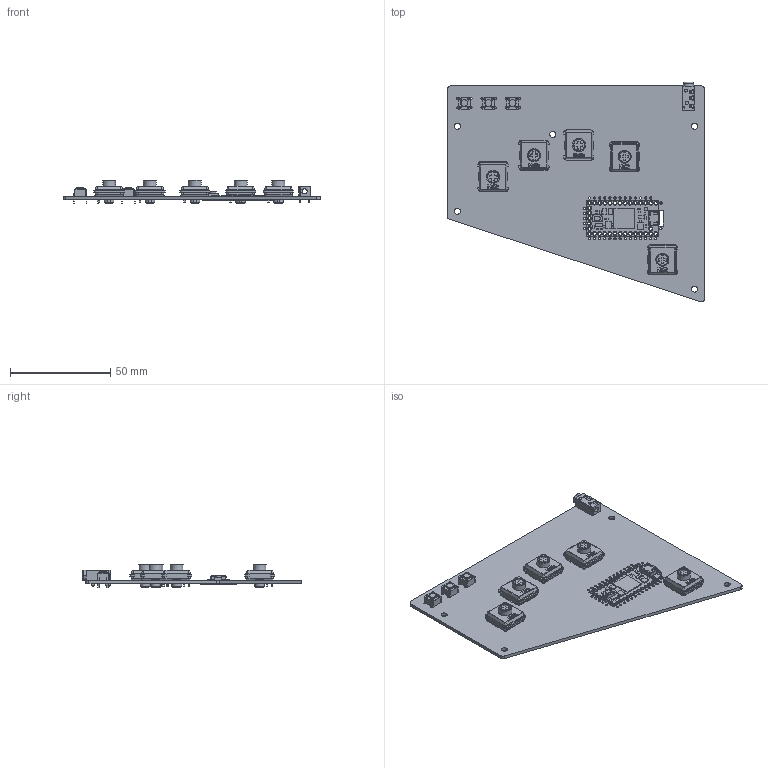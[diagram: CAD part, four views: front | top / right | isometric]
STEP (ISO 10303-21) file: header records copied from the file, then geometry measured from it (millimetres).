
FILE_DESCRIPTION(('KiCad electronic assembly'),'2;1');
FILE_NAME('LLv2_L.step','2024-05-28T14:09:02',('Pcbnew'),('Kicad'), 'Open CASCADE STEP processor 7.7','KiCad to STEP converter','Unknown' );
FILE_SCHEMA(('AUTOMOTIVE_DESIGN { 1 0 10303 214 1 1 1 1 }'));
Length unit declared in the file: millimetre
Products named in the file (10): LLv2_L 1; SW_PUSH_6mm_H4.3mm; SW_PUSH_6mm_h4.3mm; TEENSY_4.0; TEENSY 4.0; Kailh Choc V2 LofreeFlow; Kailh Choc V2 LofreeFlow v1; PJ320A; LLv2_L_PCB
Assembly tree (15 placements, depth 3):
  LLv2_L 1
    SW_PUSH_6mm_H4.3mm  x3
      SW_PUSH_6mm_h4.3mm
    TEENSY_4.0
      TEENSY 4.0
    Kailh Choc V2 LofreeFlow  x5
      Kailh Choc V2 LofreeFlow v1
    PJ320A
      PJ320A
    LLv2_L_PCB
Bounding box: 128 x 109.34 x 11.55 mm (x, y, z)
Volume: 23316.3 mm3; surface area: 30473.2 mm2
Topology: 51 solids, 51 shells, 1935 faces, 4986 edges, 3292 vertices
Faces by surface type: plane 1271, cylinder 484, bspline 89, cone 75, sphere 7, torus 5, revolution 4
Full cylindrical faces by diameter (mm): 1 x12, 1.1 x14, 1.11 x34, 1.2 x14, 3 x5, 3.5 x3, 4.8 x5, 5.05 x5
Entity records: 35314 total; most frequent: CARTESIAN_POINT 6684, DIRECTION 5398, ORIENTED_EDGE 5282, EDGE_CURVE 2641, AXIS2_PLACEMENT_3D 1800, LINE 1794, VECTOR 1794, VERTEX_POINT 1786
